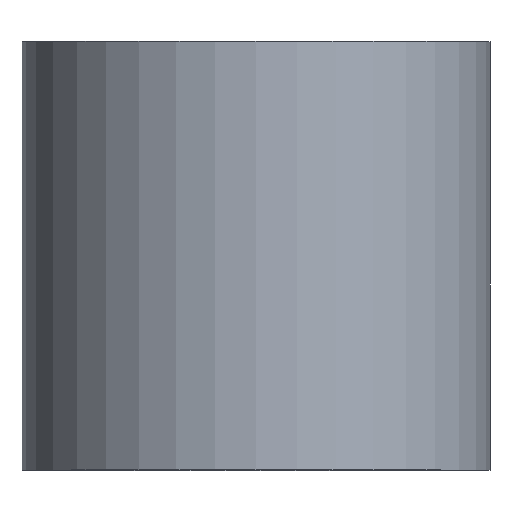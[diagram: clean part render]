
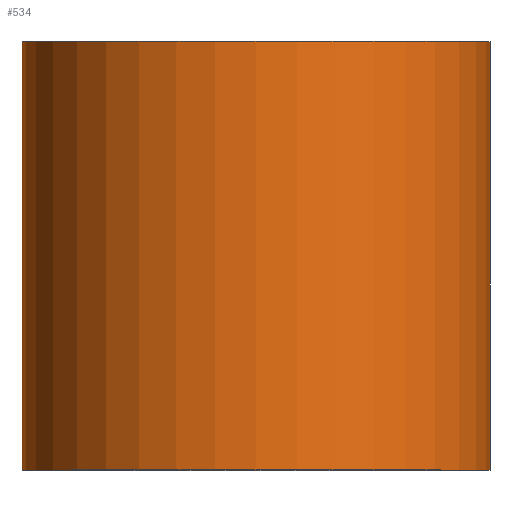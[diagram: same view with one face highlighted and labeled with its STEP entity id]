
A CAD part, top view. The second image highlights one B-rep face of the part: STEP entity #534.
In plain terms, the highlighted cylindrical face has radius 10.92 mm (diameter 21.84 mm), a partial arc.
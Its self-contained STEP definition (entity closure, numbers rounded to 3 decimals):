
#11 = FACE_OUTER_BOUND ( 'NONE', #404, .T. ) ;
#225 = DIRECTION ( 'NONE',  ( 1., 0., 0. ) ) ;
#285 = CIRCLE ( 'NONE', #2061, 10.92 ) ;
#404 = EDGE_LOOP ( 'NONE', ( #1529, #1328, #1117, #691 ) ) ;
#420 = DIRECTION ( 'NONE',  ( 0., -1., 0. ) ) ;
#509 = CARTESIAN_POINT ( 'NONE',  ( 10.83, 20., 0. ) ) ;
#534 = ADVANCED_FACE ( 'NONE', ( #11 ), #821, .T. ) ;
#586 = AXIS2_PLACEMENT_3D ( 'NONE', #1326, #1283, #2125 ) ;
#621 = DIRECTION ( 'NONE',  ( 0., -1., 0. ) ) ;
#644 = AXIS2_PLACEMENT_3D ( 'NONE', #1628, #621, #1922 ) ;
#677 = LINE ( 'NONE', #1265, #1539 ) ;
#690 = CARTESIAN_POINT ( 'NONE',  ( 10.83, 0., 0. ) ) ;
#691 = ORIENTED_EDGE ( 'NONE', *, *, #1155, .T. ) ;
#821 = CYLINDRICAL_SURFACE ( 'NONE', #644, 10.92 ) ;
#958 = LINE ( 'NONE', #1961, #2571 ) ;
#961 = EDGE_CURVE ( 'NONE', #1382, #993, #981, .T. ) ;
#981 = CIRCLE ( 'NONE', #586, 10.92 ) ;
#993 = VERTEX_POINT ( 'NONE', #1303 ) ;
#1018 = DIRECTION ( 'NONE',  ( 0., -1., 0. ) ) ;
#1021 = VERTEX_POINT ( 'NONE', #509 ) ;
#1079 = CARTESIAN_POINT ( 'NONE',  ( -11.01, 20., 0. ) ) ;
#1117 = ORIENTED_EDGE ( 'NONE', *, *, #1625, .T. ) ;
#1155 = EDGE_CURVE ( 'NONE', #2308, #993, #958, .T. ) ;
#1265 = CARTESIAN_POINT ( 'NONE',  ( 10.83, 20., 0. ) ) ;
#1283 = DIRECTION ( 'NONE',  ( 0., -1., 0. ) ) ;
#1303 = CARTESIAN_POINT ( 'NONE',  ( -11.01, 0., 0. ) ) ;
#1326 = CARTESIAN_POINT ( 'NONE',  ( -0.09, 0., 0. ) ) ;
#1328 = ORIENTED_EDGE ( 'NONE', *, *, #1982, .F. ) ;
#1382 = VERTEX_POINT ( 'NONE', #690 ) ;
#1529 = ORIENTED_EDGE ( 'NONE', *, *, #961, .F. ) ;
#1539 = VECTOR ( 'NONE', #2482, 1000. ) ;
#1625 = EDGE_CURVE ( 'NONE', #1021, #2308, #285, .T. ) ;
#1628 = CARTESIAN_POINT ( 'NONE',  ( -0.09, 20., 0. ) ) ;
#1922 = DIRECTION ( 'NONE',  ( 0., 0., -1. ) ) ;
#1961 = CARTESIAN_POINT ( 'NONE',  ( -11.01, 20., 0. ) ) ;
#1982 = EDGE_CURVE ( 'NONE', #1021, #1382, #677, .T. ) ;
#2061 = AXIS2_PLACEMENT_3D ( 'NONE', #2599, #420, #225 ) ;
#2125 = DIRECTION ( 'NONE',  ( 1., 0., 0. ) ) ;
#2308 = VERTEX_POINT ( 'NONE', #1079 ) ;
#2482 = DIRECTION ( 'NONE',  ( 0., -1., 0. ) ) ;
#2571 = VECTOR ( 'NONE', #1018, 1000. ) ;
#2599 = CARTESIAN_POINT ( 'NONE',  ( -0.09, 20., 0. ) ) ;
